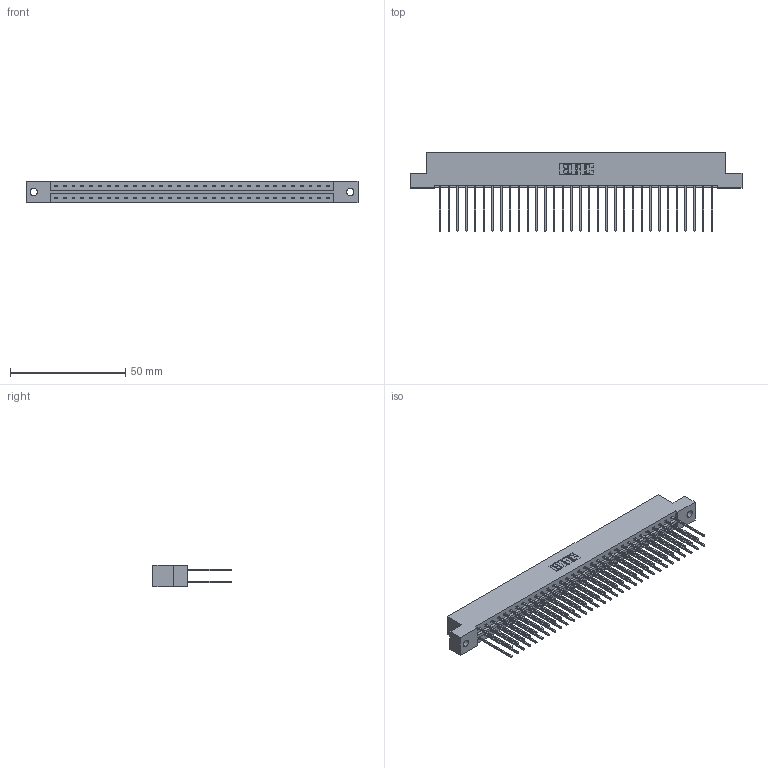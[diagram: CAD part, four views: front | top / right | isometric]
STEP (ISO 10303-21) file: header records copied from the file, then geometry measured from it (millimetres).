
FILE_DESCRIPTION (( 'STEP AP203' ), '1' );
FILE_NAME ('379-064-541-202.STEP', '2020-02-26T18:45:28', ( '' ), ( '' ), 'SwSTEP 2.0', 'SolidWorks 2016', '' );
FILE_SCHEMA (( 'CONFIG_CONTROL_DESIGN' ));
Length unit declared in the file: inch
Products named in the file (3): 345-292-001_345-293-141; 379-064-541-202; 379 Part_Flush - .128 Dia
Assembly tree (65 placements, depth 2):
  379-064-541-202
    379 Part_Flush - .128 Dia
    345-292-001_345-293-141  x64
Bounding box: 144.15 x 33.96 x 9.53 mm (x, y, z)
Volume: 15565.1 mm3; surface area: 18963.9 mm2
Topology: 65 solids, 65 shells, 3442 faces, 10231 edges, 6734 vertices
Faces by surface type: plane 2374, cylinder 1068
Entity records: 21901 total; most frequent: CARTESIAN_POINT 3642, ORIENTED_EDGE 3578, DIRECTION 3129, EDGE_CURVE 1789, VECTOR 1661, LINE 1661, VERTEX_POINT 1190, AXIS2_PLACEMENT_3D 734
